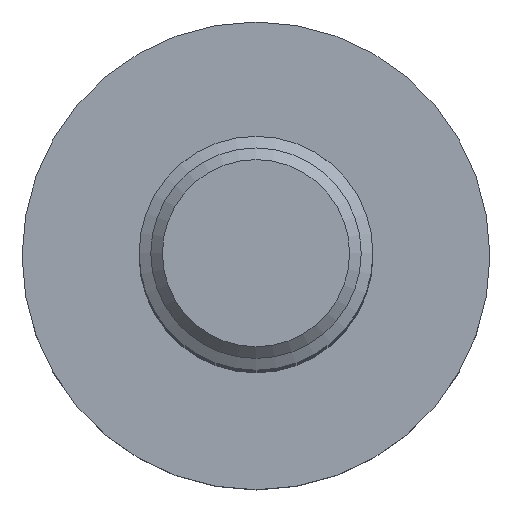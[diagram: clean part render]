
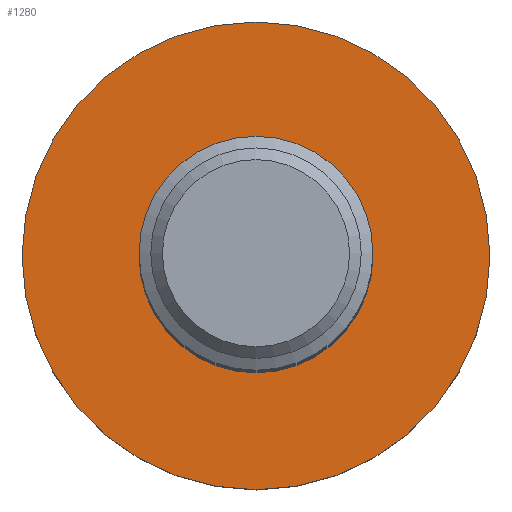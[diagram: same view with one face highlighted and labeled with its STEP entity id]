
A CAD part, top view. The second image highlights one B-rep face of the part: STEP entity #1280.
In plain terms, the highlighted planar face has unit normal (0, 0, 1).
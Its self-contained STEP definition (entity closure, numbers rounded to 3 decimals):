
#617 = CARTESIAN_POINT ( 'NONE',  ( 0., 0., 0. ) ) ;
#618 = PLANE ( 'NONE',  #2688 ) ;
#619 = DIRECTION ( 'NONE',  ( 0., 0., 1. ) ) ;
#620 = DIRECTION ( 'NONE',  ( 0., -1., 0. ) ) ;
#1000 = EDGE_LOOP ( 'NONE', ( #1405 ) ) ;
#1006 = EDGE_LOOP ( 'NONE', ( #1406 ) ) ;
#1280 = ADVANCED_FACE ( 'NONE', ( #2182, #2181 ), #618, .T. ) ;
#1405 = ORIENTED_EDGE ( 'NONE', *, *, #4196, .T. ) ;
#1406 = ORIENTED_EDGE ( 'NONE', *, *, #4241, .F. ) ;
#2181 = FACE_BOUND ( 'NONE', #1006, .T. ) ;
#2182 = FACE_OUTER_BOUND ( 'NONE', #1000, .T. ) ;
#2353 = CIRCLE ( 'NONE', #2810, 3. ) ;
#2406 = CIRCLE ( 'NONE', #2843, 1.5 ) ;
#2688 = AXIS2_PLACEMENT_3D ( 'NONE', #617, #619, #620 ) ;
#2810 = AXIS2_PLACEMENT_3D ( 'NONE', #3220, #3229, #3230 ) ;
#2843 = AXIS2_PLACEMENT_3D ( 'NONE', #3349, #3356, #3357 ) ;
#3220 = CARTESIAN_POINT ( 'NONE',  ( 0., 0., 0. ) ) ;
#3229 = DIRECTION ( 'NONE',  ( 0., 0., 1. ) ) ;
#3230 = DIRECTION ( 'NONE',  ( 0., -1., 0. ) ) ;
#3349 = CARTESIAN_POINT ( 'NONE',  ( 0., 0., 0. ) ) ;
#3356 = DIRECTION ( 'NONE',  ( 0., 0., 1. ) ) ;
#3357 = DIRECTION ( 'NONE',  ( 0., -1., 0. ) ) ;
#3805 = VERTEX_POINT ( 'NONE', #3806 ) ;
#3806 = CARTESIAN_POINT ( 'NONE',  ( 0., -3., 0. ) ) ;
#3861 = VERTEX_POINT ( 'NONE', #3862 ) ;
#3862 = CARTESIAN_POINT ( 'NONE',  ( 0., -1.5, 0. ) ) ;
#4196 = EDGE_CURVE ( 'NONE', #3805, #3805, #2353, .T. ) ;
#4241 = EDGE_CURVE ( 'NONE', #3861, #3861, #2406, .T. ) ;
